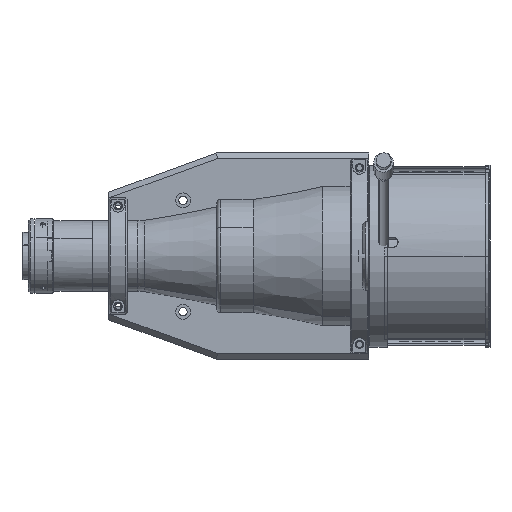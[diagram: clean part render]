
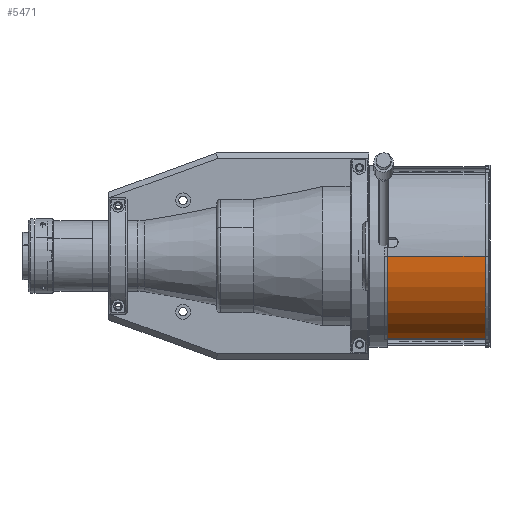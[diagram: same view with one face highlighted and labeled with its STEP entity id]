
A CAD part, left-side view. The second image highlights one B-rep face of the part: STEP entity #5471.
In plain terms, the highlighted cylindrical face has radius 48 mm (diameter 96 mm), a partial arc.
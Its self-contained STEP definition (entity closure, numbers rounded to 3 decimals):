
#68 = DIRECTION ( 'NONE',  ( 0., 1., 0. ) ) ;
#353 = CARTESIAN_POINT ( 'NONE',  ( -16.424, -117.689, -45.105 ) ) ;
#1058 = ORIENTED_EDGE ( 'NONE', *, *, #16343, .T. ) ;
#1919 = ORIENTED_EDGE ( 'NONE', *, *, #11954, .F. ) ;
#2704 = CARTESIAN_POINT ( 'NONE',  ( -48.007, -117.689, 0. ) ) ;
#4013 = DIRECTION ( 'NONE',  ( 0., -1., 0. ) ) ;
#4439 = LINE ( 'NONE', #2704, #7499 ) ;
#4650 = EDGE_CURVE ( 'NONE', #6828, #6520, #4439, .T. ) ;
#5401 = ORIENTED_EDGE ( 'NONE', *, *, #17906, .F. ) ;
#5471 = ADVANCED_FACE ( 'NONE', ( #17820 ), #19522, .T. ) ;
#6520 = VERTEX_POINT ( 'NONE', #20544 ) ;
#6828 = VERTEX_POINT ( 'NONE', #7631 ) ;
#7499 = VECTOR ( 'NONE', #11362, 1000. ) ;
#7631 = CARTESIAN_POINT ( 'NONE',  ( -48.007, -21.996, 0. ) ) ;
#8778 = DIRECTION ( 'NONE',  ( -1., 0., 0. ) ) ;
#9185 = CARTESIAN_POINT ( 'NONE',  ( -0.007, -117.689, 0. ) ) ;
#10546 = CIRCLE ( 'NONE', #12819, 48. ) ;
#10666 = CARTESIAN_POINT ( 'NONE',  ( -0.007, -21.996, 0. ) ) ;
#10700 = CIRCLE ( 'NONE', #26134, 48. ) ;
#11098 = CARTESIAN_POINT ( 'NONE',  ( -0.007, 33.79, 0. ) ) ;
#11135 = VERTEX_POINT ( 'NONE', #25760 ) ;
#11362 = DIRECTION ( 'NONE',  ( 0., 1., 0. ) ) ;
#11954 = EDGE_CURVE ( 'NONE', #6828, #11135, #10546, .T. ) ;
#12077 = VECTOR ( 'NONE', #23666, 1000. ) ;
#12819 = AXIS2_PLACEMENT_3D ( 'NONE', #10666, #4013, #19041 ) ;
#13444 = VERTEX_POINT ( 'NONE', #23821 ) ;
#16343 = EDGE_CURVE ( 'NONE', #6520, #13444, #10700, .T. ) ;
#17820 = FACE_OUTER_BOUND ( 'NONE', #26887, .T. ) ;
#17906 = EDGE_CURVE ( 'NONE', #11135, #13444, #19809, .T. ) ;
#17923 = AXIS2_PLACEMENT_3D ( 'NONE', #9185, #68, #8778 ) ;
#19041 = DIRECTION ( 'NONE',  ( 0., 0., -1. ) ) ;
#19522 = CYLINDRICAL_SURFACE ( 'NONE', #17923, 48. ) ;
#19744 = DIRECTION ( 'NONE',  ( 1., 0., 0. ) ) ;
#19809 = LINE ( 'NONE', #353, #12077 ) ;
#19883 = DIRECTION ( 'NONE',  ( 0., -1., 0. ) ) ;
#20544 = CARTESIAN_POINT ( 'NONE',  ( -48.007, 33.79, 0. ) ) ;
#23666 = DIRECTION ( 'NONE',  ( 0., 1., 0. ) ) ;
#23821 = CARTESIAN_POINT ( 'NONE',  ( -16.424, 33.79, -45.105 ) ) ;
#23982 = ORIENTED_EDGE ( 'NONE', *, *, #4650, .T. ) ;
#25760 = CARTESIAN_POINT ( 'NONE',  ( -16.424, -21.996, -45.105 ) ) ;
#26134 = AXIS2_PLACEMENT_3D ( 'NONE', #11098, #19883, #19744 ) ;
#26887 = EDGE_LOOP ( 'NONE', ( #1919, #23982, #1058, #5401 ) ) ;
